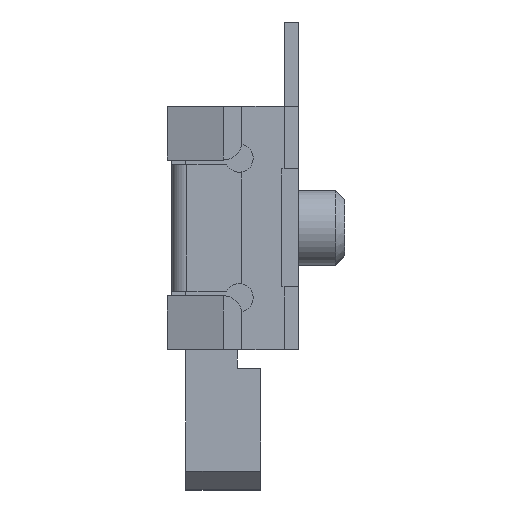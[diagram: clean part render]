
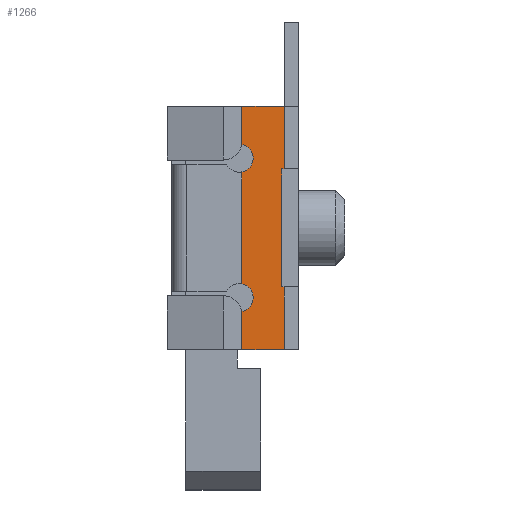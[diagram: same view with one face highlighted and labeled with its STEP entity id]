
A CAD part, left-side view. The second image highlights one B-rep face of the part: STEP entity #1266.
In plain terms, the highlighted planar face has unit normal (-1, 0, 0).
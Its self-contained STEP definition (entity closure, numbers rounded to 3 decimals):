
#28 = EDGE_CURVE ( 'NONE', #2225, #7114, #3818, .T. ) ;
#145 = CARTESIAN_POINT ( 'NONE',  ( -3.34, 0.6, -1.3 ) ) ;
#248 = CIRCLE ( 'NONE', #6591, 0.15 ) ;
#261 = CARTESIAN_POINT ( 'NONE',  ( -3.34, 0.6, 0.598 ) ) ;
#377 = DIRECTION ( 'NONE',  ( 0., 0., 1. ) ) ;
#400 = DIRECTION ( 'NONE',  ( 0., 0., -1. ) ) ;
#448 = ORIENTED_EDGE ( 'NONE', *, *, #4426, .F. ) ;
#609 = VECTOR ( 'NONE', #1478, 1000. ) ;
#676 = CARTESIAN_POINT ( 'NONE',  ( -3.34, 0.6, -1.3 ) ) ;
#762 = VERTEX_POINT ( 'NONE', #5285 ) ;
#832 = AXIS2_PLACEMENT_3D ( 'NONE', #2741, #7304, #6730 ) ;
#854 = DIRECTION ( 'NONE',  ( 0., 1., 0. ) ) ;
#1038 = CARTESIAN_POINT ( 'NONE',  ( -3.34, 0.175, 0.63 ) ) ;
#1057 = DIRECTION ( 'NONE',  ( 0., 0., 1. ) ) ;
#1157 = DIRECTION ( 'NONE',  ( 0., 0., 1. ) ) ;
#1166 = VECTOR ( 'NONE', #400, 1000. ) ;
#1180 = CARTESIAN_POINT ( 'NONE',  ( -3.34, 0.15, 1.3 ) ) ;
#1232 = VECTOR ( 'NONE', #3023, 1000. ) ;
#1266 = ADVANCED_FACE ( 'NONE', ( #2990 ), #6992, .F. ) ;
#1291 = CARTESIAN_POINT ( 'NONE',  ( -3.34, 0.15, 0.63 ) ) ;
#1376 = VECTOR ( 'NONE', #2415, 1000. ) ;
#1436 = VECTOR ( 'NONE', #854, 1000. ) ;
#1478 = DIRECTION ( 'NONE',  ( 0., 1., 0. ) ) ;
#1543 = CARTESIAN_POINT ( 'NONE',  ( -3.34, 0.15, -1.3 ) ) ;
#1574 = CARTESIAN_POINT ( 'NONE',  ( -3.34, 0.6, -1.3 ) ) ;
#1628 = ORIENTED_EDGE ( 'NONE', *, *, #6646, .F. ) ;
#1854 = EDGE_LOOP ( 'NONE', ( #448, #7046, #7000, #7427, #1628, #4970, #4758, #4725, #5524, #2467, #3770, #3290 ) ) ;
#1976 = CARTESIAN_POINT ( 'NONE',  ( -3.34, 0.6, -0.598 ) ) ;
#2002 = LINE ( 'NONE', #6588, #609 ) ;
#2045 = LINE ( 'NONE', #3202, #2084 ) ;
#2081 = DIRECTION ( 'NONE',  ( 0., -1., 0. ) ) ;
#2084 = VECTOR ( 'NONE', #2081, 1000. ) ;
#2117 = EDGE_CURVE ( 'NONE', #3324, #2295, #2002, .T. ) ;
#2158 = EDGE_CURVE ( 'NONE', #5098, #7148, #2642, .T. ) ;
#2187 = VERTEX_POINT ( 'NONE', #1038 ) ;
#2225 = VERTEX_POINT ( 'NONE', #1180 ) ;
#2295 = VERTEX_POINT ( 'NONE', #2892 ) ;
#2314 = LINE ( 'NONE', #1574, #2697 ) ;
#2394 = CARTESIAN_POINT ( 'NONE',  ( -3.34, 0.6, -0.892 ) ) ;
#2415 = DIRECTION ( 'NONE',  ( 0., 0., 1. ) ) ;
#2467 = ORIENTED_EDGE ( 'NONE', *, *, #2801, .F. ) ;
#2468 = DIRECTION ( 'NONE',  ( 0., 0., 1. ) ) ;
#2590 = EDGE_CURVE ( 'NONE', #4607, #2187, #4253, .T. ) ;
#2642 = CIRCLE ( 'NONE', #4428, 0.15 ) ;
#2697 = VECTOR ( 'NONE', #1057, 1000. ) ;
#2724 = EDGE_CURVE ( 'NONE', #6850, #4460, #248, .T. ) ;
#2741 = CARTESIAN_POINT ( 'NONE',  ( -3.34, 0.15, -1.3 ) ) ;
#2801 = EDGE_CURVE ( 'NONE', #3785, #2225, #4130, .T. ) ;
#2892 = CARTESIAN_POINT ( 'NONE',  ( -3.34, 0.6, -1.3 ) ) ;
#2965 = EDGE_CURVE ( 'NONE', #7114, #2187, #6633, .T. ) ;
#2990 = FACE_OUTER_BOUND ( 'NONE', #1854, .T. ) ;
#3023 = DIRECTION ( 'NONE',  ( 0., 0., 1. ) ) ;
#3197 = DIRECTION ( 'NONE',  ( 1., 0., 0. ) ) ;
#3202 = CARTESIAN_POINT ( 'NONE',  ( -3.34, 0.15, -0.63 ) ) ;
#3220 = VECTOR ( 'NONE', #7016, 1000. ) ;
#3290 = ORIENTED_EDGE ( 'NONE', *, *, #2158, .T. ) ;
#3324 = VERTEX_POINT ( 'NONE', #6061 ) ;
#3716 = CARTESIAN_POINT ( 'NONE',  ( -3.34, 0.63, 0.745 ) ) ;
#3770 = ORIENTED_EDGE ( 'NONE', *, *, #5677, .F. ) ;
#3785 = VERTEX_POINT ( 'NONE', #6077 ) ;
#3818 = LINE ( 'NONE', #1543, #1166 ) ;
#4063 = CARTESIAN_POINT ( 'NONE',  ( -3.34, 0.63, -0.745 ) ) ;
#4126 = CARTESIAN_POINT ( 'NONE',  ( -3.34, 0.6, 0.892 ) ) ;
#4130 = LINE ( 'NONE', #6441, #3220 ) ;
#4253 = LINE ( 'NONE', #7023, #5767 ) ;
#4426 = EDGE_CURVE ( 'NONE', #6850, #7148, #5311, .T. ) ;
#4428 = AXIS2_PLACEMENT_3D ( 'NONE', #3716, #3197, #377 ) ;
#4460 = VERTEX_POINT ( 'NONE', #2394 ) ;
#4560 = DIRECTION ( 'NONE',  ( 1., 0., 0. ) ) ;
#4607 = VERTEX_POINT ( 'NONE', #6270 ) ;
#4615 = VECTOR ( 'NONE', #4947, 1000. ) ;
#4725 = ORIENTED_EDGE ( 'NONE', *, *, #2965, .F. ) ;
#4758 = ORIENTED_EDGE ( 'NONE', *, *, #2590, .T. ) ;
#4867 = EDGE_CURVE ( 'NONE', #4607, #762, #2045, .T. ) ;
#4947 = DIRECTION ( 'NONE',  ( 0., 0., -1. ) ) ;
#4970 = ORIENTED_EDGE ( 'NONE', *, *, #4867, .F. ) ;
#5098 = VERTEX_POINT ( 'NONE', #4126 ) ;
#5235 = LINE ( 'NONE', #6086, #4615 ) ;
#5258 = LINE ( 'NONE', #145, #1376 ) ;
#5285 = CARTESIAN_POINT ( 'NONE',  ( -3.34, 0.15, -0.63 ) ) ;
#5311 = LINE ( 'NONE', #676, #1232 ) ;
#5524 = ORIENTED_EDGE ( 'NONE', *, *, #28, .F. ) ;
#5677 = EDGE_CURVE ( 'NONE', #5098, #3785, #2314, .T. ) ;
#5767 = VECTOR ( 'NONE', #2468, 1000. ) ;
#5990 = CARTESIAN_POINT ( 'NONE',  ( -3.34, 0.15, 0.63 ) ) ;
#5995 = EDGE_CURVE ( 'NONE', #2295, #4460, #5258, .T. ) ;
#6061 = CARTESIAN_POINT ( 'NONE',  ( -3.34, 0.15, -1.3 ) ) ;
#6077 = CARTESIAN_POINT ( 'NONE',  ( -3.34, 0.6, 1.3 ) ) ;
#6086 = CARTESIAN_POINT ( 'NONE',  ( -3.34, 0.15, -1.3 ) ) ;
#6270 = CARTESIAN_POINT ( 'NONE',  ( -3.34, 0.175, -0.63 ) ) ;
#6441 = CARTESIAN_POINT ( 'NONE',  ( -3.34, 0.15, 1.3 ) ) ;
#6588 = CARTESIAN_POINT ( 'NONE',  ( -3.34, 0.15, -1.3 ) ) ;
#6591 = AXIS2_PLACEMENT_3D ( 'NONE', #4063, #4560, #1157 ) ;
#6633 = LINE ( 'NONE', #5990, #1436 ) ;
#6646 = EDGE_CURVE ( 'NONE', #762, #3324, #5235, .T. ) ;
#6730 = DIRECTION ( 'NONE',  ( 0., 0., -1. ) ) ;
#6850 = VERTEX_POINT ( 'NONE', #1976 ) ;
#6992 = PLANE ( 'NONE',  #832 ) ;
#7000 = ORIENTED_EDGE ( 'NONE', *, *, #5995, .F. ) ;
#7016 = DIRECTION ( 'NONE',  ( 0., -1., 0. ) ) ;
#7023 = CARTESIAN_POINT ( 'NONE',  ( -3.34, 0.175, 0. ) ) ;
#7046 = ORIENTED_EDGE ( 'NONE', *, *, #2724, .T. ) ;
#7114 = VERTEX_POINT ( 'NONE', #1291 ) ;
#7148 = VERTEX_POINT ( 'NONE', #261 ) ;
#7304 = DIRECTION ( 'NONE',  ( 1., 0., 0. ) ) ;
#7427 = ORIENTED_EDGE ( 'NONE', *, *, #2117, .F. ) ;
